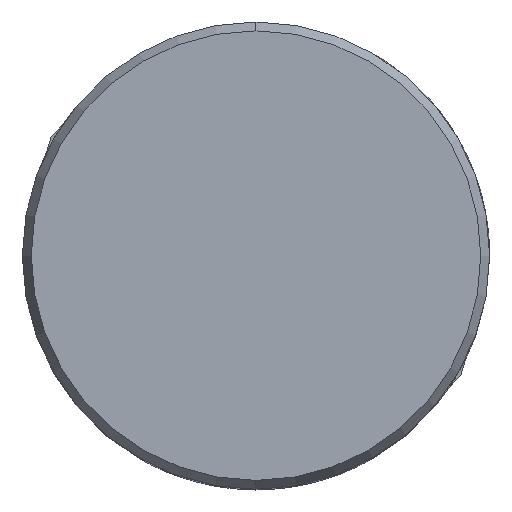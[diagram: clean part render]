
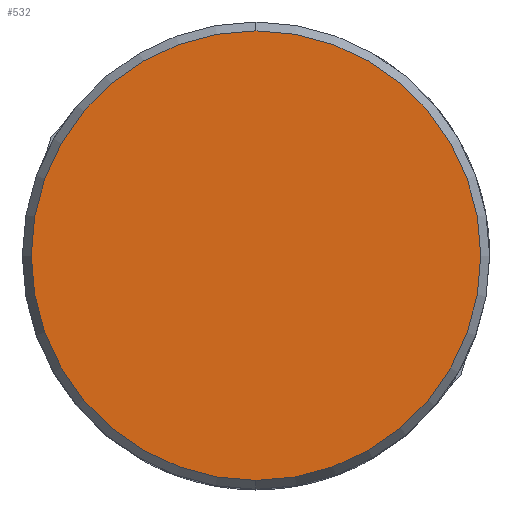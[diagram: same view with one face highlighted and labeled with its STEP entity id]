
A CAD part, top view. The second image highlights one B-rep face of the part: STEP entity #532.
In plain terms, the highlighted planar face has unit normal (0, 0, 1).
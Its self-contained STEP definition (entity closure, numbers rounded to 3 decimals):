
#108 = DIRECTION ( 'NONE',  ( 0., 0., 1. ) ) ;
#361 = AXIS2_PLACEMENT_3D ( 'NONE', #4649, #3446, #2619 ) ;
#532 = ADVANCED_FACE ( 'NONE', ( #3226 ), #1230, .T. ) ;
#873 = AXIS2_PLACEMENT_3D ( 'NONE', #2927, #3339, #1942 ) ;
#1230 = PLANE ( 'NONE',  #873 ) ;
#1486 = EDGE_LOOP ( 'NONE', ( #5161, #4230 ) ) ;
#1611 = EDGE_CURVE ( 'NONE', #1970, #4392, #3907, .T. ) ;
#1942 = DIRECTION ( 'NONE',  ( 0., -1., 0. ) ) ;
#1970 = VERTEX_POINT ( 'NONE', #4922 ) ;
#2619 = DIRECTION ( 'NONE',  ( 0., -1., 0. ) ) ;
#2927 = CARTESIAN_POINT ( 'NONE',  ( 0., 0., 0. ) ) ;
#3226 = FACE_OUTER_BOUND ( 'NONE', #1486, .T. ) ;
#3232 = EDGE_CURVE ( 'NONE', #4392, #1970, #5355, .T. ) ;
#3339 = DIRECTION ( 'NONE',  ( 0., 0., 1. ) ) ;
#3446 = DIRECTION ( 'NONE',  ( 0., 0., 1. ) ) ;
#3907 = CIRCLE ( 'NONE', #4711, 14.604 ) ;
#3955 = DIRECTION ( 'NONE',  ( 0., -1., 0. ) ) ;
#4230 = ORIENTED_EDGE ( 'NONE', *, *, #3232, .T. ) ;
#4351 = CARTESIAN_POINT ( 'NONE',  ( 0., 0., 0. ) ) ;
#4392 = VERTEX_POINT ( 'NONE', #5438 ) ;
#4649 = CARTESIAN_POINT ( 'NONE',  ( 0., 0., 0. ) ) ;
#4711 = AXIS2_PLACEMENT_3D ( 'NONE', #4351, #108, #3955 ) ;
#4922 = CARTESIAN_POINT ( 'NONE',  ( 0., 14.604, 0. ) ) ;
#5161 = ORIENTED_EDGE ( 'NONE', *, *, #1611, .T. ) ;
#5355 = CIRCLE ( 'NONE', #361, 14.604 ) ;
#5438 = CARTESIAN_POINT ( 'NONE',  ( 0., -14.604, 0. ) ) ;
